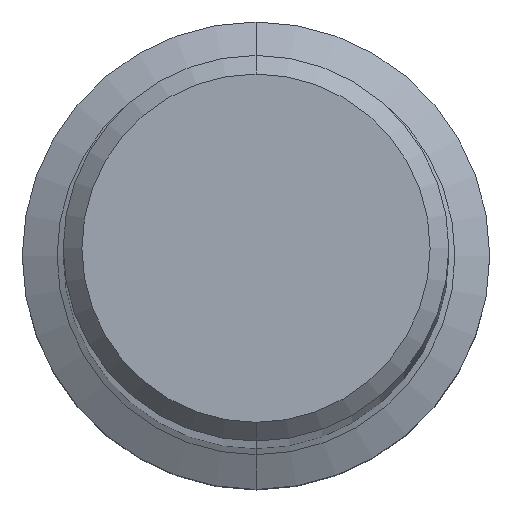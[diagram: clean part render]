
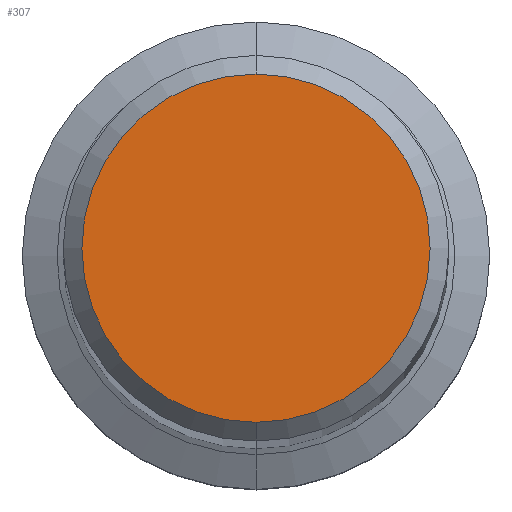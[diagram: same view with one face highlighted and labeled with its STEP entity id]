
A CAD part, top view. The second image highlights one B-rep face of the part: STEP entity #307.
In plain terms, the highlighted planar face has unit normal (0, 0, 1).
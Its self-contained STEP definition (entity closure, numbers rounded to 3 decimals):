
#219=EDGE_CURVE('',#305,#457,#576,.T.);
#305=VERTEX_POINT('',#672);
#307=ADVANCED_FACE('',(#674),#675,.T.);
#457=VERTEX_POINT('',#840);
#523=EDGE_CURVE('',#457,#305,#914,.T.);
#576=CIRCLE('',#976,7.45);
#672=CARTESIAN_POINT('',(0.,-7.45,0.0));
#674=FACE_OUTER_BOUND('',#1163,.T.);
#675=PLANE('',#1164);
#840=CARTESIAN_POINT('',(0.0,7.45,0.0));
#914=CIRCLE('',#1687,7.45);
#976=AXIS2_PLACEMENT_3D('',#1728,#1729,#1730);
#1163=EDGE_LOOP('',(#1850,#1851));
#1164=AXIS2_PLACEMENT_3D('',#1852,#1853,#1854);
#1687=AXIS2_PLACEMENT_3D('',#2115,#2116,#2117);
#1728=CARTESIAN_POINT('',(0.0,0.0,0.0));
#1729=DIRECTION('',(0.0,0.0,-1.0));
#1730=DIRECTION('',(0.0,1.0,0.0));
#1850=ORIENTED_EDGE('',*,*,#523,.F.);
#1851=ORIENTED_EDGE('',*,*,#219,.F.);
#1852=CARTESIAN_POINT('',(0.0,3.725,0.0));
#1853=DIRECTION('',(-0.0,0.0,1.0));
#1854=DIRECTION('',(0.0,-1.0,0.0));
#2115=CARTESIAN_POINT('',(0.0,0.0,0.0));
#2116=DIRECTION('',(0.0,0.0,-1.0));
#2117=DIRECTION('',(0.0,1.0,0.0));
